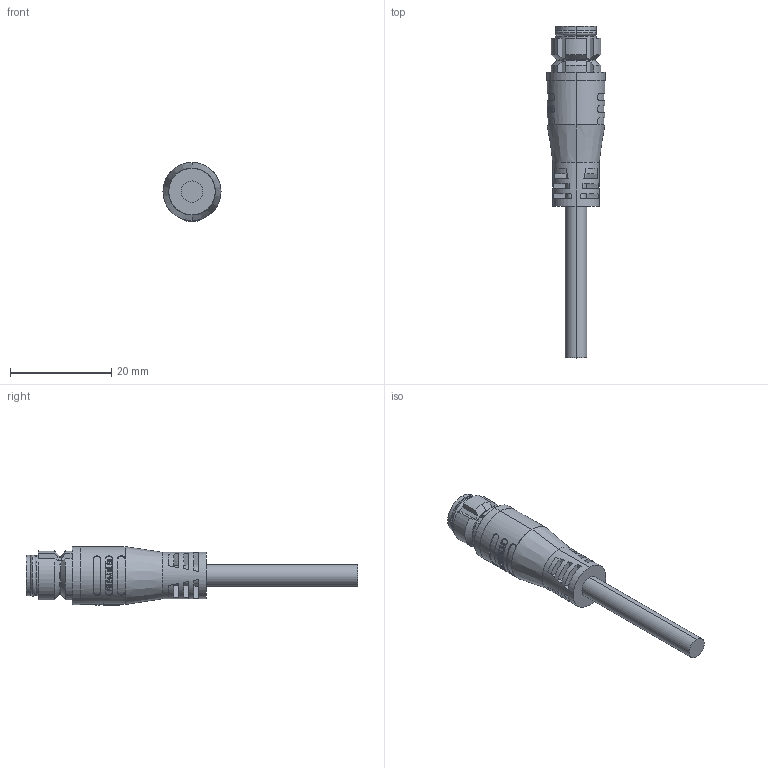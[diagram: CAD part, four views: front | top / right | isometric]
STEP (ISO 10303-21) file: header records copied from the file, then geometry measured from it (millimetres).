
FILE_DESCRIPTION (( 'STEP AP203' ), '1' );
FILE_NAME ('P79.STEP', '2020-03-31T02:04:08', ( 'edpusr' ), ( 'Microsoft' ), 'SwSTEP 2.0', 'SolidWorks 2015', '' );
FILE_SCHEMA (( 'CONFIG_CONTROL_DESIGN' ));
Length unit declared in the file: millimetre
Products named in the file (1): P79
Bounding box: 11.5 x 65.7 x 11.68 mm (x, y, z)
Volume: 3119.2 mm3; surface area: 2435.5 mm2
Topology: 2 solids, 2 shells, 434 faces, 1224 edges, 802 vertices
Faces by surface type: bspline 225, plane 98, cylinder 93, cone 18
Entity records: 24999 total; most frequent: CARTESIAN_POINT 15328, ORIENTED_EDGE 2424, DIRECTION 1265, EDGE_CURVE 1212, VERTEX_POINT 802, B_SPLINE_CURVE_WITH_KNOTS 581, EDGE_LOOP 486, ADVANCED_FACE 434
